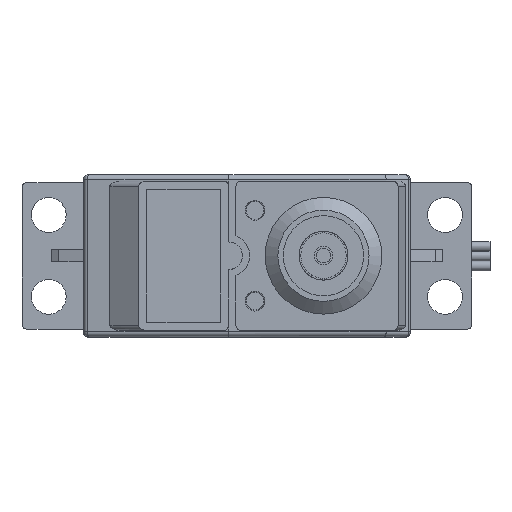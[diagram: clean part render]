
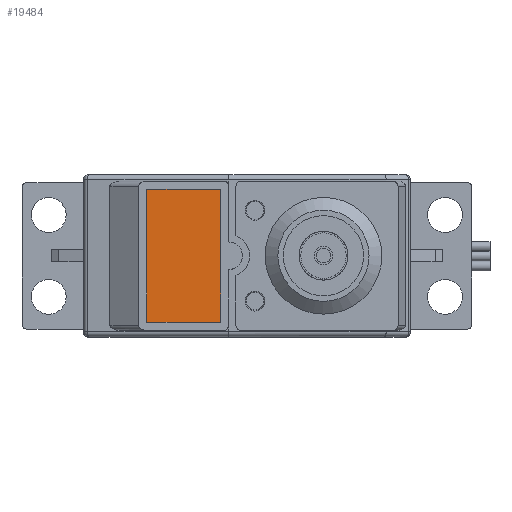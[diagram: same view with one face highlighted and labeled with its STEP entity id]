
A CAD part, top view. The second image highlights one B-rep face of the part: STEP entity #19484.
In plain terms, the highlighted planar face has unit normal (0, 0, 1).
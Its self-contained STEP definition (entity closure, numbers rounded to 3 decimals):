
#14937 = PLANE('',#14938);
#14938 = AXIS2_PLACEMENT_3D('',#14939,#14940,#14941);
#14939 = CARTESIAN_POINT('',(-12.35,-8.2,36.));
#14940 = DIRECTION('',(1.,0.,0.));
#14941 = DIRECTION('',(0.,1.,0.));
#14965 = PLANE('',#14966);
#14966 = AXIS2_PLACEMENT_3D('',#14967,#14968,#14969);
#14967 = CARTESIAN_POINT('',(-12.35,8.2,36.));
#14968 = DIRECTION('',(0.,-1.,0.));
#14969 = DIRECTION('',(1.,0.,0.));
#14993 = PLANE('',#14994);
#14994 = AXIS2_PLACEMENT_3D('',#14995,#14996,#14997);
#14995 = CARTESIAN_POINT('',(-3.25,8.2,36.));
#14996 = DIRECTION('',(-1.,0.,0.));
#14997 = DIRECTION('',(0.,-1.,0.));
#15019 = PLANE('',#15020);
#15020 = AXIS2_PLACEMENT_3D('',#15021,#15022,#15023);
#15021 = CARTESIAN_POINT('',(-3.25,-8.2,36.));
#15022 = DIRECTION('',(0.,1.,0.));
#15023 = DIRECTION('',(-1.,0.,0.));
#16732 = VERTEX_POINT('',#16733);
#16733 = CARTESIAN_POINT('',(-12.35,-8.2,35.9));
#16754 = EDGE_CURVE('',#16732,#16755,#16757,.T.);
#16755 = VERTEX_POINT('',#16756);
#16756 = CARTESIAN_POINT('',(-12.35,8.2,35.9));
#16757 = SURFACE_CURVE('',#16758,(#16762,#16769),.PCURVE_S1.);
#16758 = LINE('',#16759,#16760);
#16759 = CARTESIAN_POINT('',(-12.35,-8.2,35.9));
#16760 = VECTOR('',#16761,1.);
#16761 = DIRECTION('',(0.,1.,0.));
#16762 = PCURVE('',#14937,#16763);
#16763 = DEFINITIONAL_REPRESENTATION('',(#16764),#16768);
#16764 = LINE('',#16765,#16766);
#16765 = CARTESIAN_POINT('',(0.,-0.1));
#16766 = VECTOR('',#16767,1.);
#16767 = DIRECTION('',(1.,0.));
#16768 = ( GEOMETRIC_REPRESENTATION_CONTEXT(2) 
PARAMETRIC_REPRESENTATION_CONTEXT() REPRESENTATION_CONTEXT('2D SPACE',''
  ) );
#16769 = PCURVE('',#16770,#16775);
#16770 = PLANE('',#16771);
#16771 = AXIS2_PLACEMENT_3D('',#16772,#16773,#16774);
#16772 = CARTESIAN_POINT('',(-7.8,0.,35.9));
#16773 = DIRECTION('',(0.,0.,-1.));
#16774 = DIRECTION('',(0.,-1.,0.));
#16775 = DEFINITIONAL_REPRESENTATION('',(#16776),#16780);
#16776 = LINE('',#16777,#16778);
#16777 = CARTESIAN_POINT('',(8.2,4.55));
#16778 = VECTOR('',#16779,1.);
#16779 = DIRECTION('',(-1.,0.));
#16780 = ( GEOMETRIC_REPRESENTATION_CONTEXT(2) 
PARAMETRIC_REPRESENTATION_CONTEXT() REPRESENTATION_CONTEXT('2D SPACE',''
  ) );
#16808 = VERTEX_POINT('',#16809);
#16809 = CARTESIAN_POINT('',(-3.25,-8.2,35.9));
#16830 = EDGE_CURVE('',#16808,#16732,#16831,.T.);
#16831 = SURFACE_CURVE('',#16832,(#16836,#16843),.PCURVE_S1.);
#16832 = LINE('',#16833,#16834);
#16833 = CARTESIAN_POINT('',(-3.25,-8.2,35.9));
#16834 = VECTOR('',#16835,1.);
#16835 = DIRECTION('',(-1.,0.,0.));
#16836 = PCURVE('',#15019,#16837);
#16837 = DEFINITIONAL_REPRESENTATION('',(#16838),#16842);
#16838 = LINE('',#16839,#16840);
#16839 = CARTESIAN_POINT('',(0.,-0.1));
#16840 = VECTOR('',#16841,1.);
#16841 = DIRECTION('',(1.,0.));
#16842 = ( GEOMETRIC_REPRESENTATION_CONTEXT(2) 
PARAMETRIC_REPRESENTATION_CONTEXT() REPRESENTATION_CONTEXT('2D SPACE',''
  ) );
#16843 = PCURVE('',#16770,#16844);
#16844 = DEFINITIONAL_REPRESENTATION('',(#16845),#16849);
#16845 = LINE('',#16846,#16847);
#16846 = CARTESIAN_POINT('',(8.2,-4.55));
#16847 = VECTOR('',#16848,1.);
#16848 = DIRECTION('',(0.,1.));
#16849 = ( GEOMETRIC_REPRESENTATION_CONTEXT(2) 
PARAMETRIC_REPRESENTATION_CONTEXT() REPRESENTATION_CONTEXT('2D SPACE',''
  ) );
#16857 = VERTEX_POINT('',#16858);
#16858 = CARTESIAN_POINT('',(-3.25,8.2,35.9));
#16879 = EDGE_CURVE('',#16857,#16808,#16880,.T.);
#16880 = SURFACE_CURVE('',#16881,(#16885,#16892),.PCURVE_S1.);
#16881 = LINE('',#16882,#16883);
#16882 = CARTESIAN_POINT('',(-3.25,8.2,35.9));
#16883 = VECTOR('',#16884,1.);
#16884 = DIRECTION('',(0.,-1.,0.));
#16885 = PCURVE('',#14993,#16886);
#16886 = DEFINITIONAL_REPRESENTATION('',(#16887),#16891);
#16887 = LINE('',#16888,#16889);
#16888 = CARTESIAN_POINT('',(0.,-0.1));
#16889 = VECTOR('',#16890,1.);
#16890 = DIRECTION('',(1.,0.));
#16891 = ( GEOMETRIC_REPRESENTATION_CONTEXT(2) 
PARAMETRIC_REPRESENTATION_CONTEXT() REPRESENTATION_CONTEXT('2D SPACE',''
  ) );
#16892 = PCURVE('',#16770,#16893);
#16893 = DEFINITIONAL_REPRESENTATION('',(#16894),#16898);
#16894 = LINE('',#16895,#16896);
#16895 = CARTESIAN_POINT('',(-8.2,-4.55));
#16896 = VECTOR('',#16897,1.);
#16897 = DIRECTION('',(1.,0.));
#16898 = ( GEOMETRIC_REPRESENTATION_CONTEXT(2) 
PARAMETRIC_REPRESENTATION_CONTEXT() REPRESENTATION_CONTEXT('2D SPACE',''
  ) );
#16906 = EDGE_CURVE('',#16755,#16857,#16907,.T.);
#16907 = SURFACE_CURVE('',#16908,(#16912,#16919),.PCURVE_S1.);
#16908 = LINE('',#16909,#16910);
#16909 = CARTESIAN_POINT('',(-12.35,8.2,35.9));
#16910 = VECTOR('',#16911,1.);
#16911 = DIRECTION('',(1.,0.,0.));
#16912 = PCURVE('',#14965,#16913);
#16913 = DEFINITIONAL_REPRESENTATION('',(#16914),#16918);
#16914 = LINE('',#16915,#16916);
#16915 = CARTESIAN_POINT('',(0.,-0.1));
#16916 = VECTOR('',#16917,1.);
#16917 = DIRECTION('',(1.,0.));
#16918 = ( GEOMETRIC_REPRESENTATION_CONTEXT(2) 
PARAMETRIC_REPRESENTATION_CONTEXT() REPRESENTATION_CONTEXT('2D SPACE',''
  ) );
#16919 = PCURVE('',#16770,#16920);
#16920 = DEFINITIONAL_REPRESENTATION('',(#16921),#16925);
#16921 = LINE('',#16922,#16923);
#16922 = CARTESIAN_POINT('',(-8.2,4.55));
#16923 = VECTOR('',#16924,1.);
#16924 = DIRECTION('',(0.,-1.));
#16925 = ( GEOMETRIC_REPRESENTATION_CONTEXT(2) 
PARAMETRIC_REPRESENTATION_CONTEXT() REPRESENTATION_CONTEXT('2D SPACE',''
  ) );
#19484 = ADVANCED_FACE('',(#19485),#16770,.F.);
#19485 = FACE_BOUND('',#19486,.F.);
#19486 = EDGE_LOOP('',(#19487,#19488,#19489,#19490));
#19487 = ORIENTED_EDGE('',*,*,#16906,.T.);
#19488 = ORIENTED_EDGE('',*,*,#16879,.T.);
#19489 = ORIENTED_EDGE('',*,*,#16830,.T.);
#19490 = ORIENTED_EDGE('',*,*,#16754,.T.);
